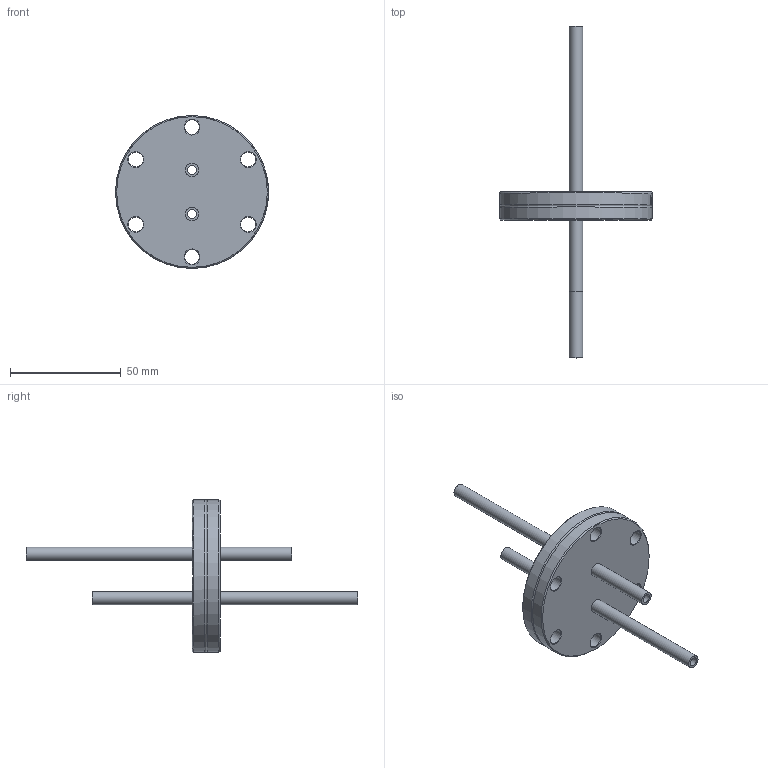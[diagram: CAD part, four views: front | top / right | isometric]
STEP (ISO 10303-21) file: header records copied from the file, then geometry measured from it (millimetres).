
FILE_DESCRIPTION(/* description */ (''),/* implementation_level */ '2;1');
FILE_NAME(/* name */ 'FL-LF2-6MM-40CF.stp',/* time_stamp */ '2020-11-23T08:15:30+00:00',/* author */ ('Paul'),/* organization */ (''),/* preprocessor_version */ 'ST-DEVELOPER v18.1',/* originating_system */ 'Autodesk Inventor 2021',/* authorisation */ '');
FILE_SCHEMA (('AUTOMOTIVE_DESIGN { 1 0 10303 214 3 1 1 }'));
Length unit declared in the file: millimetre
Products named in the file (3): FL-LF2-6MM-40CF; 6mm tube for tube end version; FL-40CF
Assembly tree (3 placements, depth 2):
  FL-LF2-6MM-40CF
    6mm tube for tube end version  x2
    FL-40CF
Bounding box: 69.1 x 150 x 69.1 mm (x, y, z)
Volume: 45763.5 mm3; surface area: 19610.8 mm2
Topology: 3 solids, 3 shells, 134 faces, 355 edges, 234 vertices
Faces by surface type: plane 50, bspline 41, cylinder 25, cone 17, torus 1
Full cylindrical faces by diameter (mm): 4 x2, 6 x4, 6.7 x6, 48.26 x1, 69.1 x2
Entity records: 5679 total; most frequent: CARTESIAN_POINT 2442, ORIENTED_EDGE 698, DIRECTION 570, EDGE_CURVE 349, VERTEX_POINT 230, AXIS2_PLACEMENT_3D 215, EDGE_LOOP 155, LINE 140
